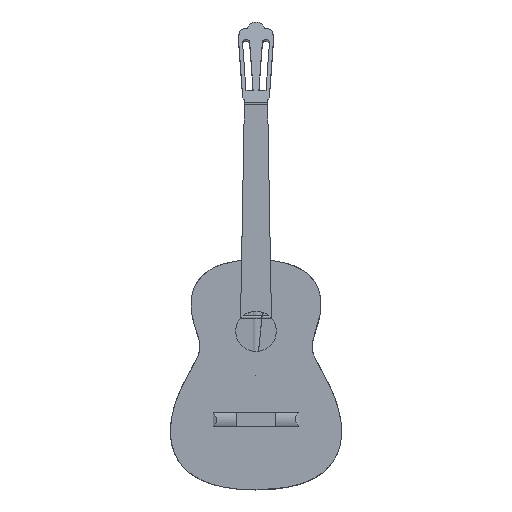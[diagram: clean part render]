
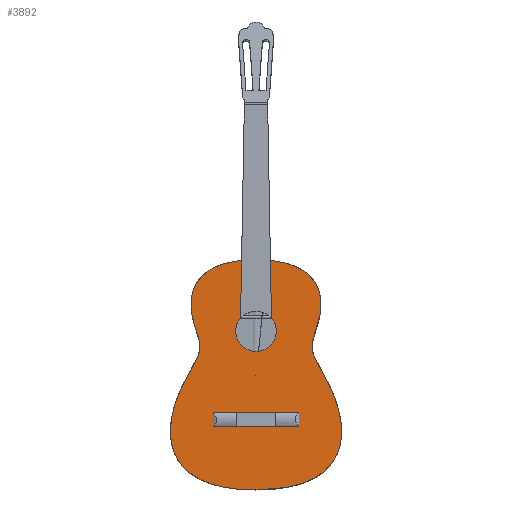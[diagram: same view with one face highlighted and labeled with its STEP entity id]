
A CAD part, top view. The second image highlights one B-rep face of the part: STEP entity #3892.
In plain terms, the highlighted planar face has unit normal (0, 0, 1).
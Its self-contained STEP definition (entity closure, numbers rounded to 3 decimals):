
#29=FACE_BOUND('',#791,.T.);
#36=(
BOUNDED_CURVE()
B_SPLINE_CURVE(5,(#5659,#5660,#5661,#5662,#5663,#5664,#5665,#5666),
 .UNSPECIFIED.,.F.,.F.)
B_SPLINE_CURVE_WITH_KNOTS((6,1,1,6),(-1.,-0.5,-0.376,0.),
 .UNSPECIFIED.)
CURVE()
GEOMETRIC_REPRESENTATION_ITEM()
RATIONAL_B_SPLINE_CURVE((1.,1.,1.,1.,1.,1.,1.,1.))
REPRESENTATION_ITEM('')
);
#38=(
BOUNDED_CURVE()
B_SPLINE_CURVE(5,(#5692,#5693,#5694,#5695,#5696,#5697,#5698,#5699),
 .UNSPECIFIED.,.F.,.F.)
B_SPLINE_CURVE_WITH_KNOTS((6,1,1,6),(0.,0.376,0.5,1.),
 .UNSPECIFIED.)
CURVE()
GEOMETRIC_REPRESENTATION_ITEM()
RATIONAL_B_SPLINE_CURVE((1.,1.,1.,1.,1.,1.,1.,1.))
REPRESENTATION_ITEM('')
);
#309=CIRCLE('',#4191,42.508);
#535=FACE_OUTER_BOUND('',#790,.T.);
#790=EDGE_LOOP('',(#2806,#2807));
#791=EDGE_LOOP('',(#2808));
#1661=VERTEX_POINT('',#5625);
#1665=VERTEX_POINT('',#5656);
#1666=VERTEX_POINT('',#5658);
#2084=EDGE_CURVE('',#1661,#1661,#309,.T.);
#2089=EDGE_CURVE('',#1666,#1665,#36,.T.);
#2092=EDGE_CURVE('',#1665,#1666,#38,.T.);
#2806=ORIENTED_EDGE('',*,*,#2092,.T.);
#2807=ORIENTED_EDGE('',*,*,#2089,.T.);
#2808=ORIENTED_EDGE('',*,*,#2084,.T.);
#3727=PLANE('',#4193);
#3892=ADVANCED_FACE('',(#535,#29),#3727,.T.);
#4191=AXIS2_PLACEMENT_3D('',#5626,#4648,#4649);
#4193=AXIS2_PLACEMENT_3D('',#5700,#4655,#4656);
#4648=DIRECTION('center_axis',(0.,0.,
-1.));
#4649=DIRECTION('ref_axis',(1.,0.,0.));
#4655=DIRECTION('center_axis',(0.,0.,
1.));
#4656=DIRECTION('ref_axis',(1.,0.,0.));
#5625=CARTESIAN_POINT('',(-42.509,92.714,-0.4));
#5626=CARTESIAN_POINT('Origin',(-0.001,92.714,-0.4));
#5656=CARTESIAN_POINT('',(0.,-240.632,-0.4));
#5658=CARTESIAN_POINT('',(0.,242.368,-0.4));
#5659=CARTESIAN_POINT('Ctrl Pts',(0.,242.368,
-0.4));
#5660=CARTESIAN_POINT('Ctrl Pts',(-141.471,242.368,-0.4));
#5661=CARTESIAN_POINT('Ctrl Pts',(-147.112,158.495,-0.4));
#5662=CARTESIAN_POINT('Ctrl Pts',(-135.82,79.664,-0.4));
#5663=CARTESIAN_POINT('Ctrl Pts',(-72.305,57.862,-0.4));
#5664=CARTESIAN_POINT('Ctrl Pts',(-175.571,-17.679,-0.4));
#5665=CARTESIAN_POINT('Ctrl Pts',(-253.961,-240.632,-0.4));
#5666=CARTESIAN_POINT('Ctrl Pts',(0.,-240.632,
-0.4));
#5692=CARTESIAN_POINT('Ctrl Pts',(0.,-240.632,
-0.4));
#5693=CARTESIAN_POINT('Ctrl Pts',(253.961,-240.632,-0.4));
#5694=CARTESIAN_POINT('Ctrl Pts',(175.571,-17.679,-0.4));
#5695=CARTESIAN_POINT('Ctrl Pts',(72.305,57.862,-0.4));
#5696=CARTESIAN_POINT('Ctrl Pts',(135.82,79.664,-0.4));
#5697=CARTESIAN_POINT('Ctrl Pts',(147.112,158.495,-0.4));
#5698=CARTESIAN_POINT('Ctrl Pts',(141.471,242.368,-0.4));
#5699=CARTESIAN_POINT('Ctrl Pts',(0.,242.368,
-0.4));
#5700=CARTESIAN_POINT('Origin',(0.,0.868,
-0.4));
